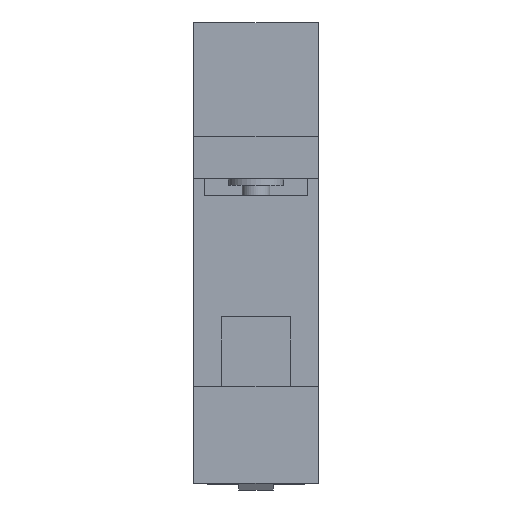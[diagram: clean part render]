
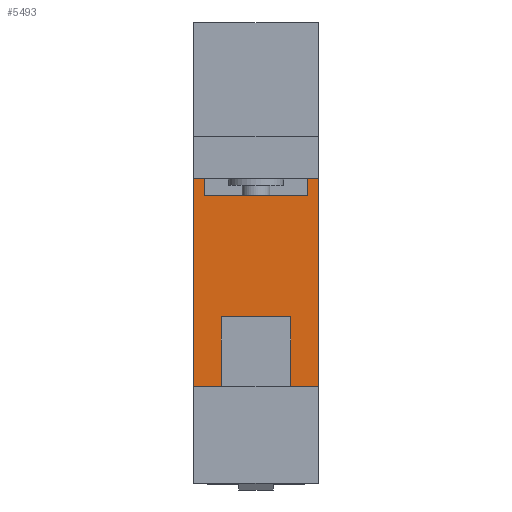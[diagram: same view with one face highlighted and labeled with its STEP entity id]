
A CAD part, left-side view. The second image highlights one B-rep face of the part: STEP entity #5493.
In plain terms, the highlighted planar face has unit normal (-1, 0, 0).
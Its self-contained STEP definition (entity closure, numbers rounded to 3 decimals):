
#367=ORIENTED_EDGE('',*,*,#1534,.F.);
#368=ORIENTED_EDGE('',*,*,#1535,.F.);
#369=ORIENTED_EDGE('',*,*,#1536,.F.);
#370=ORIENTED_EDGE('',*,*,#1423,.F.);
#371=ORIENTED_EDGE('',*,*,#1492,.T.);
#372=ORIENTED_EDGE('',*,*,#1537,.T.);
#373=ORIENTED_EDGE('',*,*,#1471,.T.);
#374=ORIENTED_EDGE('',*,*,#1538,.T.);
#375=ORIENTED_EDGE('',*,*,#1494,.T.);
#376=ORIENTED_EDGE('',*,*,#1460,.T.);
#377=ORIENTED_EDGE('',*,*,#1539,.F.);
#378=ORIENTED_EDGE('',*,*,#1540,.F.);
#1423=EDGE_CURVE('',#2019,#2020,#2429,.T.);
#1460=EDGE_CURVE('',#2056,#2055,#2462,.T.);
#1471=EDGE_CURVE('',#2064,#2065,#2473,.T.);
#1492=EDGE_CURVE('',#2019,#2081,#2492,.T.);
#1494=EDGE_CURVE('',#2079,#2056,#2494,.T.);
#1534=EDGE_CURVE('',#2111,#2112,#2533,.T.);
#1535=EDGE_CURVE('',#2113,#2111,#2534,.T.);
#1536=EDGE_CURVE('',#2020,#2113,#2535,.T.);
#1537=EDGE_CURVE('',#2081,#2064,#2536,.T.);
#1538=EDGE_CURVE('',#2065,#2079,#2537,.T.);
#1539=EDGE_CURVE('',#2114,#2055,#2538,.T.);
#1540=EDGE_CURVE('',#2112,#2114,#2539,.T.);
#2019=VERTEX_POINT('',#7247);
#2020=VERTEX_POINT('',#7249);
#2055=VERTEX_POINT('',#7321);
#2056=VERTEX_POINT('',#7323);
#2064=VERTEX_POINT('',#7343);
#2065=VERTEX_POINT('',#7344);
#2079=VERTEX_POINT('',#7379);
#2081=VERTEX_POINT('',#7383);
#2111=VERTEX_POINT('',#7467);
#2112=VERTEX_POINT('',#7468);
#2113=VERTEX_POINT('',#7470);
#2114=VERTEX_POINT('',#7475);
#2429=LINE('',#7248,#2916);
#2462=LINE('',#7322,#2949);
#2473=LINE('',#7342,#2960);
#2492=LINE('',#7384,#2979);
#2494=LINE('',#7386,#2981);
#2533=LINE('',#7466,#3020);
#2534=LINE('',#7469,#3021);
#2535=LINE('',#7471,#3022);
#2536=LINE('',#7472,#3023);
#2537=LINE('',#7473,#3024);
#2538=LINE('',#7474,#3025);
#2539=LINE('',#7476,#3026);
#2916=VECTOR('',#6094,1000.);
#2949=VECTOR('',#6137,1000.);
#2960=VECTOR('',#6150,1000.);
#2979=VECTOR('',#6179,1000.);
#2981=VECTOR('',#6181,1000.);
#3020=VECTOR('',#6244,1000.);
#3021=VECTOR('',#6245,1000.);
#3022=VECTOR('',#6246,1000.);
#3023=VECTOR('',#6247,1000.);
#3024=VECTOR('',#6248,1000.);
#3025=VECTOR('',#6249,1000.);
#3026=VECTOR('',#6250,1000.);
#3413=EDGE_LOOP('',(#367,#368,#369,#370,#371,#372,#373,#374,#375,#376,#377,
#378));
#3702=FACE_BOUND('',#3413,.T.);
#3975=PLANE('',#5757);
#5493=ADVANCED_FACE('',(#3702),#3975,.F.);
#5757=AXIS2_PLACEMENT_3D('',#7465,#6242,#6243);
#6094=DIRECTION('',(0.,0.,-1.));
#6137=DIRECTION('',(0.,0.,-1.));
#6150=DIRECTION('',(0.,1.,0.));
#6179=DIRECTION('',(0.,1.,0.));
#6181=DIRECTION('',(0.,1.,0.));
#6242=DIRECTION('',(1.,0.,0.));
#6243=DIRECTION('',(0.,0.,-1.));
#6244=DIRECTION('',(0.,1.,0.));
#6245=DIRECTION('',(0.,0.,1.));
#6246=DIRECTION('',(0.,1.,0.));
#6247=DIRECTION('',(0.,0.,-1.));
#6248=DIRECTION('',(0.,0.,1.));
#6249=DIRECTION('',(0.,1.,0.));
#6250=DIRECTION('',(0.,0.,-1.));
#7247=CARTESIAN_POINT('',(-43.,-9.,39.158));
#7248=CARTESIAN_POINT('',(-43.,-9.,39.158));
#7249=CARTESIAN_POINT('',(-43.,-9.,9.158));
#7321=CARTESIAN_POINT('',(-43.,9.,9.158));
#7322=CARTESIAN_POINT('',(-43.,9.,39.158));
#7323=CARTESIAN_POINT('',(-43.,9.,39.158));
#7342=CARTESIAN_POINT('',(-43.,-7.5,36.658));
#7343=CARTESIAN_POINT('',(-43.,-7.5,36.658));
#7344=CARTESIAN_POINT('',(-43.,7.5,36.658));
#7379=CARTESIAN_POINT('',(-43.,7.5,39.158));
#7383=CARTESIAN_POINT('',(-43.,-7.5,39.158));
#7384=CARTESIAN_POINT('',(-43.,-9.,39.158));
#7386=CARTESIAN_POINT('',(-43.,-9.,39.158));
#7465=CARTESIAN_POINT('',(-43.,-9.,39.158));
#7466=CARTESIAN_POINT('',(-43.,-5.,19.158));
#7467=CARTESIAN_POINT('',(-43.,-5.,19.158));
#7468=CARTESIAN_POINT('',(-43.,5.,19.158));
#7469=CARTESIAN_POINT('',(-43.,-5.,9.158));
#7470=CARTESIAN_POINT('',(-43.,-5.,9.158));
#7471=CARTESIAN_POINT('',(-43.,-9.,9.158));
#7472=CARTESIAN_POINT('',(-43.,-7.5,39.158));
#7473=CARTESIAN_POINT('',(-43.,7.5,36.658));
#7474=CARTESIAN_POINT('',(-43.,-9.,9.158));
#7475=CARTESIAN_POINT('',(-43.,5.,9.158));
#7476=CARTESIAN_POINT('',(-43.,5.,19.158));
